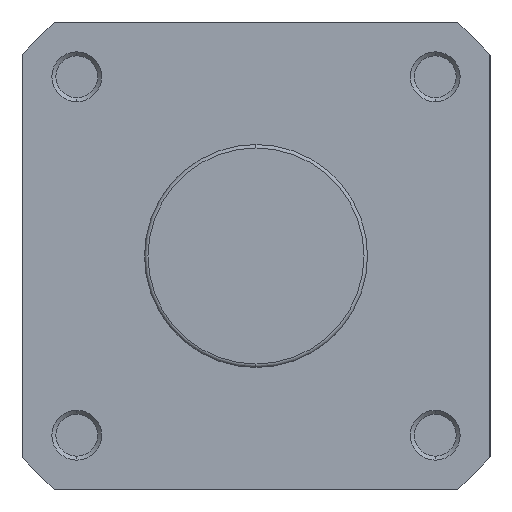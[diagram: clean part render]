
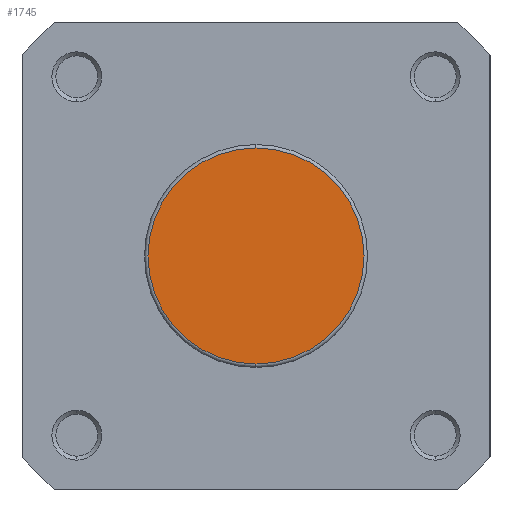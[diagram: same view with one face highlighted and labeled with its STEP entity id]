
A CAD part, left-side view. The second image highlights one B-rep face of the part: STEP entity #1745.
In plain terms, the highlighted planar face has unit normal (-1, 0, 0).
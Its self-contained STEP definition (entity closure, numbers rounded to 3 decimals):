
#308 = EDGE_LOOP ( 'NONE', ( #3280, #3281 ) ) ;
#824 = VERTEX_POINT ( 'NONE', #1077 ) ;
#825 = VERTEX_POINT ( 'NONE', #1078 ) ;
#1077 = CARTESIAN_POINT ( 'NONE',  ( 0., 0., 21.7 ) ) ;
#1078 = CARTESIAN_POINT ( 'NONE',  ( 0., 0., -21.7 ) ) ;
#1411 = CARTESIAN_POINT ( 'NONE',  ( 0., 22.4, 0. ) ) ;
#1412 = PLANE ( 'NONE',  #2341 ) ;
#1413 = DIRECTION ( 'NONE',  ( 1., 0., 0. ) ) ;
#1414 = DIRECTION ( 'NONE',  ( 0., 0., -1. ) ) ;
#1745 = ADVANCED_FACE ( 'NONE', ( #3537 ), #1412, .F. ) ;
#2014 = EDGE_CURVE ( 'NONE', #824, #825, #4037, .T. ) ;
#2073 = EDGE_CURVE ( 'NONE', #825, #824, #5294, .T. ) ;
#2341 = AXIS2_PLACEMENT_3D ( 'NONE', #1411, #1413, #1414 ) ;
#2542 = AXIS2_PLACEMENT_3D ( 'NONE', #4583, #4584, #4585 ) ;
#2573 = AXIS2_PLACEMENT_3D ( 'NONE', #4726, #4733, #4734 ) ;
#3280 = ORIENTED_EDGE ( 'NONE', *, *, #2073, .T. ) ;
#3281 = ORIENTED_EDGE ( 'NONE', *, *, #2014, .T. ) ;
#3537 = FACE_OUTER_BOUND ( 'NONE', #308, .T. ) ;
#4037 = CIRCLE ( 'NONE', #2542, 21.7 ) ;
#4583 = CARTESIAN_POINT ( 'NONE',  ( 0., 0., 0. ) ) ;
#4584 = DIRECTION ( 'NONE',  ( -1., 0., 0. ) ) ;
#4585 = DIRECTION ( 'NONE',  ( 0., 0., -1. ) ) ;
#4726 = CARTESIAN_POINT ( 'NONE',  ( 0., 0., 0. ) ) ;
#4733 = DIRECTION ( 'NONE',  ( -1., 0., 0. ) ) ;
#4734 = DIRECTION ( 'NONE',  ( 0., 0., -1. ) ) ;
#5294 = CIRCLE ( 'NONE', #2573, 21.7 ) ;
